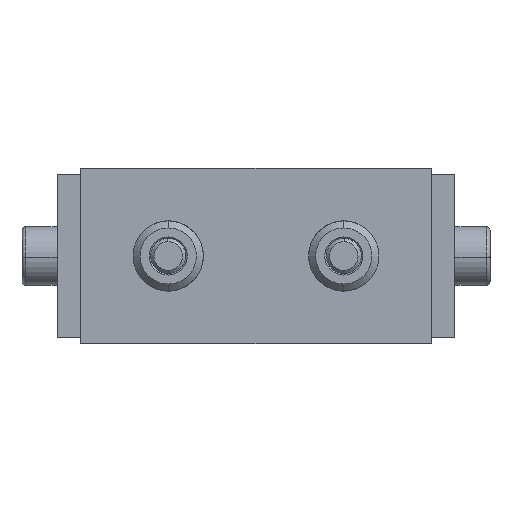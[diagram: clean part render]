
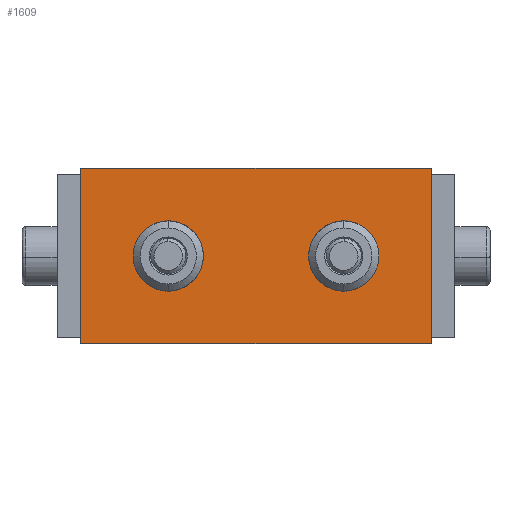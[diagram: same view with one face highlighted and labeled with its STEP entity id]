
A CAD part, front view. The second image highlights one B-rep face of the part: STEP entity #1609.
In plain terms, the highlighted planar face has unit normal (0, -1, 0).
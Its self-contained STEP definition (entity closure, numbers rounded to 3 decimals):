
#154 = EDGE_CURVE ( 'NONE', #5376, #6563, #3300, .T. ) ;
#214 = CARTESIAN_POINT ( 'NONE',  ( 0., -7.65, 11.925 ) ) ;
#518 = DIRECTION ( 'NONE',  ( 0., -1., 0. ) ) ;
#750 = CARTESIAN_POINT ( 'NONE',  ( 0., -7.65, 48.075 ) ) ;
#1089 = DIRECTION ( 'NONE',  ( 0., 0., -1. ) ) ;
#1163 = CARTESIAN_POINT ( 'NONE',  ( 15., -7.65, 60. ) ) ;
#1192 = ORIENTED_EDGE ( 'NONE', *, *, #154, .T. ) ;
#1288 = CIRCLE ( 'NONE', #6073, 3.075 ) ;
#1325 = CARTESIAN_POINT ( 'NONE',  ( -15., -7.65, 60. ) ) ;
#1481 = FACE_BOUND ( 'NONE', #5691, .T. ) ;
#1485 = CARTESIAN_POINT ( 'NONE',  ( 0., -7.65, 15. ) ) ;
#1515 = CARTESIAN_POINT ( 'NONE',  ( 0., -7.65, 41.925 ) ) ;
#1609 = ADVANCED_FACE ( 'NONE', ( #3130, #1481, #2058 ), #6220, .F. ) ;
#1666 = VECTOR ( 'NONE', #2721, 1000. ) ;
#1676 = AXIS2_PLACEMENT_3D ( 'NONE', #5559, #2922, #1890 ) ;
#1890 = DIRECTION ( 'NONE',  ( 0., 0., -1. ) ) ;
#1999 = DIRECTION ( 'NONE',  ( 0., 0., -1. ) ) ;
#2058 = FACE_OUTER_BOUND ( 'NONE', #2093, .T. ) ;
#2089 = DIRECTION ( 'NONE',  ( 0., 0., 1. ) ) ;
#2093 = EDGE_LOOP ( 'NONE', ( #1192, #4050, #4620, #4143 ) ) ;
#2190 = EDGE_CURVE ( 'NONE', #3230, #3739, #5035, .T. ) ;
#2439 = ORIENTED_EDGE ( 'NONE', *, *, #4589, .F. ) ;
#2526 = CARTESIAN_POINT ( 'NONE',  ( 0., -7.65, 15. ) ) ;
#2545 = CARTESIAN_POINT ( 'NONE',  ( -15., -7.65, 60. ) ) ;
#2671 = DIRECTION ( 'NONE',  ( 0., 0., -1. ) ) ;
#2721 = DIRECTION ( 'NONE',  ( 1., 0., 0. ) ) ;
#2805 = EDGE_CURVE ( 'NONE', #5584, #5376, #3050, .T. ) ;
#2843 = CARTESIAN_POINT ( 'NONE',  ( 0., -7.65, 18.075 ) ) ;
#2872 = VERTEX_POINT ( 'NONE', #214 ) ;
#2922 = DIRECTION ( 'NONE',  ( 0., -1., 0. ) ) ;
#2947 = EDGE_CURVE ( 'NONE', #5584, #3023, #5820, .T. ) ;
#3023 = VERTEX_POINT ( 'NONE', #6084 ) ;
#3026 = DIRECTION ( 'NONE',  ( 0., -1., 0. ) ) ;
#3031 = DIRECTION ( 'NONE',  ( 0., 1., 0. ) ) ;
#3050 = LINE ( 'NONE', #2545, #3672 ) ;
#3064 = DIRECTION ( 'NONE',  ( 0., 0., -1. ) ) ;
#3119 = VECTOR ( 'NONE', #5299, 1000. ) ;
#3130 = FACE_BOUND ( 'NONE', #3753, .T. ) ;
#3230 = VERTEX_POINT ( 'NONE', #1515 ) ;
#3300 = LINE ( 'NONE', #5837, #1666 ) ;
#3321 = ORIENTED_EDGE ( 'NONE', *, *, #2190, .F. ) ;
#3458 = ORIENTED_EDGE ( 'NONE', *, *, #4952, .F. ) ;
#3608 = CARTESIAN_POINT ( 'NONE',  ( -15., -7.65, 0. ) ) ;
#3672 = VECTOR ( 'NONE', #4624, 1000. ) ;
#3739 = VERTEX_POINT ( 'NONE', #750 ) ;
#3753 = EDGE_LOOP ( 'NONE', ( #3321, #5908 ) ) ;
#3769 = CARTESIAN_POINT ( 'NONE',  ( -15., -7.65, 60. ) ) ;
#3877 = CIRCLE ( 'NONE', #4206, 3.075 ) ;
#4050 = ORIENTED_EDGE ( 'NONE', *, *, #6467, .F. ) ;
#4143 = ORIENTED_EDGE ( 'NONE', *, *, #2805, .T. ) ;
#4195 = LINE ( 'NONE', #1163, #6221 ) ;
#4206 = AXIS2_PLACEMENT_3D ( 'NONE', #1485, #518, #1999 ) ;
#4312 = EDGE_CURVE ( 'NONE', #3739, #3230, #5614, .T. ) ;
#4388 = DIRECTION ( 'NONE',  ( 0., -1., 0. ) ) ;
#4589 = EDGE_CURVE ( 'NONE', #2872, #6533, #3877, .T. ) ;
#4620 = ORIENTED_EDGE ( 'NONE', *, *, #2947, .F. ) ;
#4624 = DIRECTION ( 'NONE',  ( 0., 0., -1. ) ) ;
#4633 = AXIS2_PLACEMENT_3D ( 'NONE', #5950, #4388, #2671 ) ;
#4952 = EDGE_CURVE ( 'NONE', #6533, #2872, #1288, .T. ) ;
#5035 = CIRCLE ( 'NONE', #1676, 3.075 ) ;
#5115 = CARTESIAN_POINT ( 'NONE',  ( -15., -7.65, 60. ) ) ;
#5230 = AXIS2_PLACEMENT_3D ( 'NONE', #5115, #3031, #2089 ) ;
#5299 = DIRECTION ( 'NONE',  ( 1., 0., 0. ) ) ;
#5376 = VERTEX_POINT ( 'NONE', #3608 ) ;
#5559 = CARTESIAN_POINT ( 'NONE',  ( 0., -7.65, 45. ) ) ;
#5584 = VERTEX_POINT ( 'NONE', #1325 ) ;
#5614 = CIRCLE ( 'NONE', #4633, 3.075 ) ;
#5691 = EDGE_LOOP ( 'NONE', ( #2439, #3458 ) ) ;
#5820 = LINE ( 'NONE', #3769, #3119 ) ;
#5837 = CARTESIAN_POINT ( 'NONE',  ( -15., -7.65, 0. ) ) ;
#5908 = ORIENTED_EDGE ( 'NONE', *, *, #4312, .F. ) ;
#5950 = CARTESIAN_POINT ( 'NONE',  ( 0., -7.65, 45. ) ) ;
#6073 = AXIS2_PLACEMENT_3D ( 'NONE', #2526, #3026, #3064 ) ;
#6084 = CARTESIAN_POINT ( 'NONE',  ( 15., -7.65, 60. ) ) ;
#6220 = PLANE ( 'NONE',  #5230 ) ;
#6221 = VECTOR ( 'NONE', #1089, 1000. ) ;
#6467 = EDGE_CURVE ( 'NONE', #3023, #6563, #4195, .T. ) ;
#6504 = CARTESIAN_POINT ( 'NONE',  ( 15., -7.65, 0. ) ) ;
#6533 = VERTEX_POINT ( 'NONE', #2843 ) ;
#6563 = VERTEX_POINT ( 'NONE', #6504 ) ;
